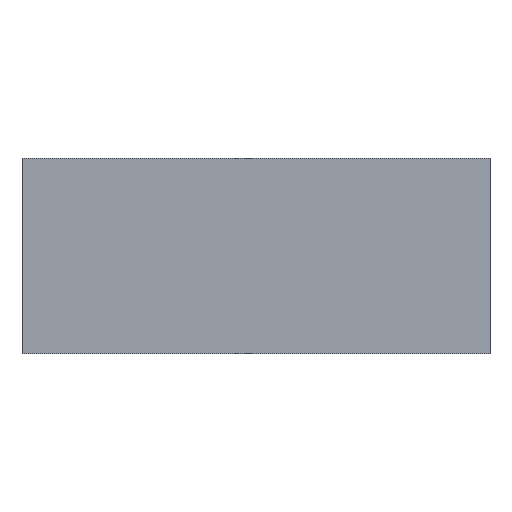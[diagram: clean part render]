
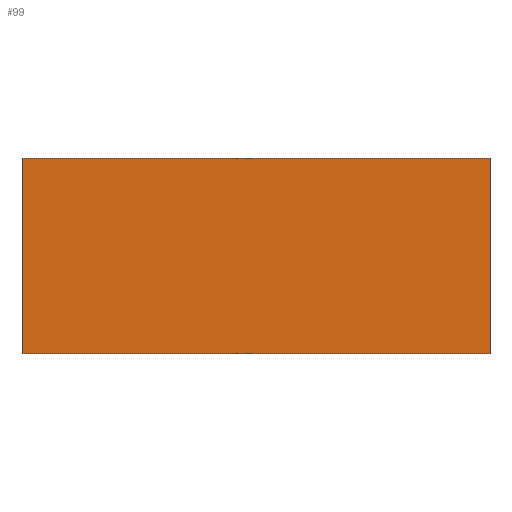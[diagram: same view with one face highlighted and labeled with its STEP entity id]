
A CAD part, left-side view. The second image highlights one B-rep face of the part: STEP entity #99.
In plain terms, the highlighted planar face has unit normal (-1, 0, 0).
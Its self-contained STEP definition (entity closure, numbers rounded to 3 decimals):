
#99 = ADVANCED_FACE( '', ( #157 ), #158, .F. );
#157 = FACE_OUTER_BOUND( '', #223, .T. );
#158 = PLANE( '', #224 );
#223 = EDGE_LOOP( '', ( #427, #428, #429, #430 ) );
#224 = AXIS2_PLACEMENT_3D( '', #431, #432, #433 );
#427 = ORIENTED_EDGE( '', *, *, #553, .T. );
#428 = ORIENTED_EDGE( '', *, *, #539, .F. );
#429 = ORIENTED_EDGE( '', *, *, #535, .F. );
#430 = ORIENTED_EDGE( '', *, *, #491, .T. );
#431 = CARTESIAN_POINT( '', ( -50., -150., 62.5 ) );
#432 = DIRECTION( '', ( 1., 0., 0. ) );
#433 = DIRECTION( '', ( 0., 0., -1. ) );
#491 = EDGE_CURVE( '', #570, #568, #571, .T. );
#535 = EDGE_CURVE( '', #570, #642, #643, .T. );
#539 = EDGE_CURVE( '', #642, #646, #648, .T. );
#553 = EDGE_CURVE( '', #568, #646, #667, .T. );
#568 = VERTEX_POINT( '', #687 );
#570 = VERTEX_POINT( '', #690 );
#571 = LINE( '', #691, #692 );
#642 = VERTEX_POINT( '', #796 );
#643 = LINE( '', #797, #798 );
#646 = VERTEX_POINT( '', #802 );
#648 = LINE( '', #805, #806 );
#667 = LINE( '', #829, #830 );
#687 = CARTESIAN_POINT( '', ( -50., 150., 62.5 ) );
#690 = CARTESIAN_POINT( '', ( -50., -150., 62.5 ) );
#691 = CARTESIAN_POINT( '', ( -50., -150., 62.5 ) );
#692 = VECTOR( '', #845, 1000. );
#796 = CARTESIAN_POINT( '', ( -50., -150., -62.5 ) );
#797 = CARTESIAN_POINT( '', ( -50., -150., 62.5 ) );
#798 = VECTOR( '', #909, 1000. );
#802 = CARTESIAN_POINT( '', ( -50., 150., -62.5 ) );
#805 = CARTESIAN_POINT( '', ( -50., -150., -62.5 ) );
#806 = VECTOR( '', #915, 1000. );
#829 = CARTESIAN_POINT( '', ( -50., 150., 62.5 ) );
#830 = VECTOR( '', #947, 1000. );
#845 = DIRECTION( '', ( 0., 1., 0. ) );
#909 = DIRECTION( '', ( 0., 0., -1. ) );
#915 = DIRECTION( '', ( 0., 1., 0. ) );
#947 = DIRECTION( '', ( 0., 0., -1. ) );
